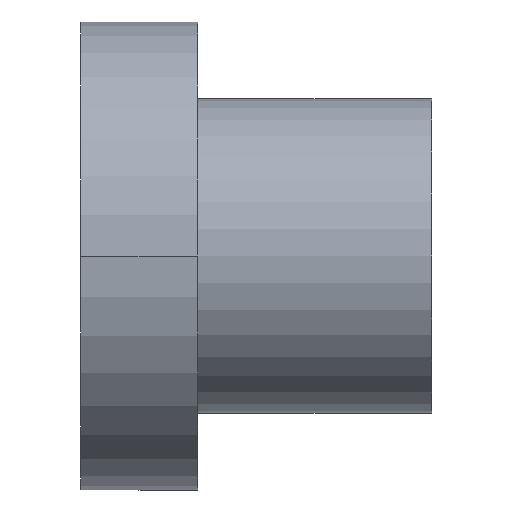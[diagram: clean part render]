
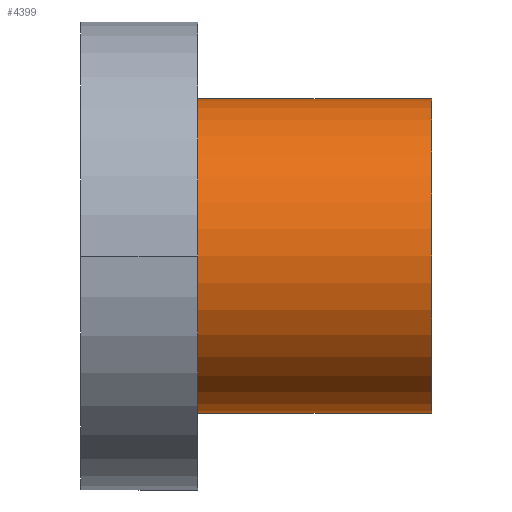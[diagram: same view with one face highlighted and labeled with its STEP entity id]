
A CAD part, left-side view. The second image highlights one B-rep face of the part: STEP entity #4399.
In plain terms, the highlighted cylindrical face has radius 51.13 mm (diameter 102.26 mm), a partial arc.
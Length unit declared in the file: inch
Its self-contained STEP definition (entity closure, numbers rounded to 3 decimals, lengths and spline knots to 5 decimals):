
#190 = EDGE_CURVE ( 'NONE', #3017, #2141, #5773, .T. ) ;
#262 = AXIS2_PLACEMENT_3D ( 'NONE', #6025, #8911, #7447 ) ;
#274 = EDGE_CURVE ( 'NONE', #3017, #616, #990, .T. ) ;
#616 = VERTEX_POINT ( 'NONE', #6196 ) ;
#716 = LINE ( 'NONE', #4141, #2757 ) ;
#990 = LINE ( 'NONE', #8686, #2425 ) ;
#1813 = FACE_OUTER_BOUND ( 'NONE', #4509, .T. ) ;
#1835 = AXIS2_PLACEMENT_3D ( 'NONE', #2770, #5561, #8284 ) ;
#2141 = VERTEX_POINT ( 'NONE', #8624 ) ;
#2425 = VECTOR ( 'NONE', #2997, 39.37008 ) ;
#2757 = VECTOR ( 'NONE', #2814, 39.37008 ) ;
#2770 = CARTESIAN_POINT ( 'NONE',  ( 0., -3., 0. ) ) ;
#2814 = DIRECTION ( 'NONE',  ( 0., 1., 0. ) ) ;
#2909 = EDGE_CURVE ( 'NONE', #616, #5311, #8151, .T. ) ;
#2964 = ORIENTED_EDGE ( 'NONE', *, *, #190, .T. ) ;
#2997 = DIRECTION ( 'NONE',  ( 0., 1., 0. ) ) ;
#3017 = VERTEX_POINT ( 'NONE', #7153 ) ;
#3427 = ORIENTED_EDGE ( 'NONE', *, *, #4223, .T. ) ;
#4141 = CARTESIAN_POINT ( 'NONE',  ( 0., -3., 2.013 ) ) ;
#4223 = EDGE_CURVE ( 'NONE', #2141, #5311, #716, .T. ) ;
#4345 = ORIENTED_EDGE ( 'NONE', *, *, #274, .F. ) ;
#4399 = ADVANCED_FACE ( 'NONE', ( #1813 ), #4733, .T. ) ;
#4509 = EDGE_LOOP ( 'NONE', ( #4345, #2964, #3427, #5239 ) ) ;
#4527 = CARTESIAN_POINT ( 'NONE',  ( 0., 0., 2.013 ) ) ;
#4733 = CYLINDRICAL_SURFACE ( 'NONE', #7732, 2.013 ) ;
#5239 = ORIENTED_EDGE ( 'NONE', *, *, #2909, .F. ) ;
#5311 = VERTEX_POINT ( 'NONE', #4527 ) ;
#5561 = DIRECTION ( 'NONE',  ( 0., 1., 0. ) ) ;
#5773 = CIRCLE ( 'NONE', #1835, 2.013 ) ;
#6017 = DIRECTION ( 'NONE',  ( 0., 0., 1. ) ) ;
#6025 = CARTESIAN_POINT ( 'NONE',  ( 0., 0., 0. ) ) ;
#6196 = CARTESIAN_POINT ( 'NONE',  ( 0., 0., -2.013 ) ) ;
#6744 = DIRECTION ( 'NONE',  ( 0., 1., 0. ) ) ;
#6834 = CARTESIAN_POINT ( 'NONE',  ( 0., -3., 0. ) ) ;
#7153 = CARTESIAN_POINT ( 'NONE',  ( 0., -3., -2.013 ) ) ;
#7447 = DIRECTION ( 'NONE',  ( 0., 0., 1. ) ) ;
#7732 = AXIS2_PLACEMENT_3D ( 'NONE', #6834, #6744, #6017 ) ;
#8151 = CIRCLE ( 'NONE', #262, 2.013 ) ;
#8284 = DIRECTION ( 'NONE',  ( 0., 0., 1. ) ) ;
#8624 = CARTESIAN_POINT ( 'NONE',  ( 0., -3., 2.013 ) ) ;
#8686 = CARTESIAN_POINT ( 'NONE',  ( 0., -3., -2.013 ) ) ;
#8911 = DIRECTION ( 'NONE',  ( 0., 1., 0. ) ) ;
